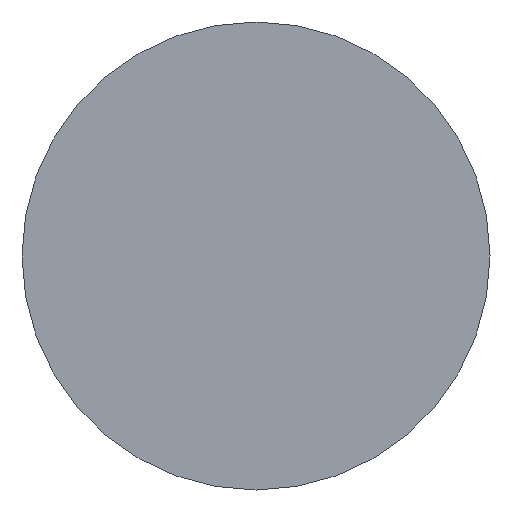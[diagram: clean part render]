
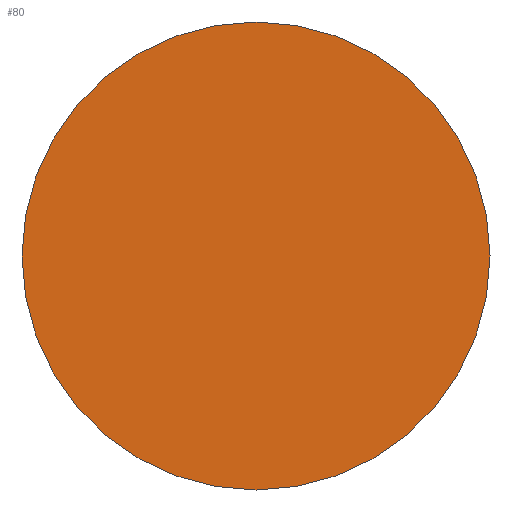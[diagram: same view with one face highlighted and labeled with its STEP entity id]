
A CAD part, front view. The second image highlights one B-rep face of the part: STEP entity #80.
In plain terms, the highlighted planar face has unit normal (0, -1, 0).
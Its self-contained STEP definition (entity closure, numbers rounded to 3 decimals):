
#18=PLANE('',#105);
#26=FACE_OUTER_BOUND('',#33,.T.);
#33=EDGE_LOOP('',(#73));
#44=CIRCLE('',#103,12.7);
#49=VERTEX_POINT('',#148);
#57=EDGE_CURVE('',#49,#49,#44,.T.);
#73=ORIENTED_EDGE('',*,*,#57,.F.);
#80=ADVANCED_FACE('',(#26),#18,.F.);
#103=AXIS2_PLACEMENT_3D('',#150,#127,#128);
#105=AXIS2_PLACEMENT_3D('',#152,#131,#132);
#127=DIRECTION('center_axis',(0.,1.,0.));
#128=DIRECTION('ref_axis',(1.,0.,0.));
#131=DIRECTION('center_axis',(0.,1.,0.));
#132=DIRECTION('ref_axis',(1.,0.,0.));
#148=CARTESIAN_POINT('',(-12.7,0.,0.));
#150=CARTESIAN_POINT('Origin',(0.,0.,0.));
#152=CARTESIAN_POINT('Origin',(0.,0.,0.));
